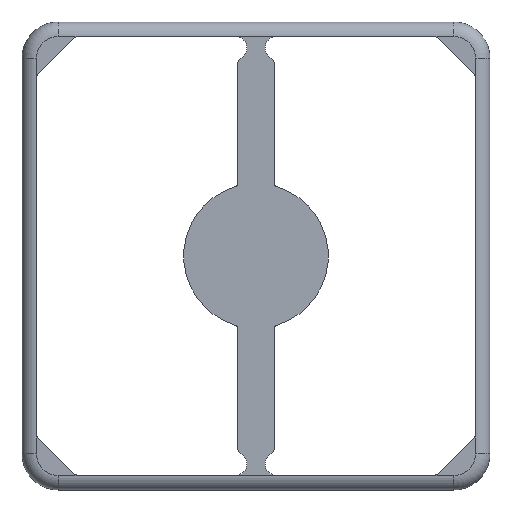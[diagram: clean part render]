
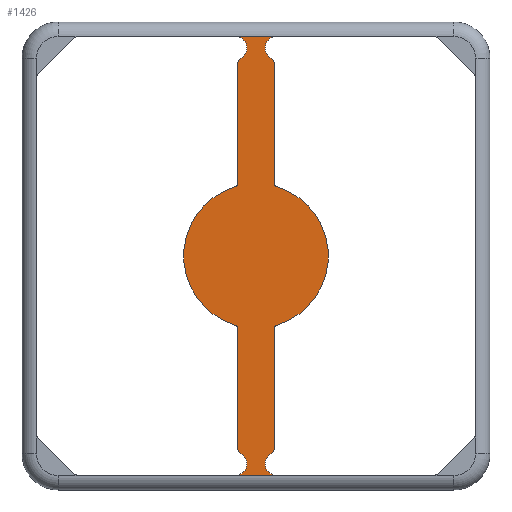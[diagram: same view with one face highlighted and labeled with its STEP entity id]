
A CAD part, top view. The second image highlights one B-rep face of the part: STEP entity #1426.
In plain terms, the highlighted face is planar.
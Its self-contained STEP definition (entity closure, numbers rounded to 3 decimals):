
#54=PLANE('',#1597);
#86=LINE('',#2216,#202);
#115=LINE('',#2312,#231);
#149=LINE('',#2418,#265);
#152=LINE('',#2424,#268);
#164=LINE('',#2455,#280);
#165=LINE('',#2466,#281);
#202=VECTOR('',#1738,1000.);
#231=VECTOR('',#1829,1000.);
#265=VECTOR('',#1941,1000.);
#268=VECTOR('',#1948,1000.);
#280=VECTOR('',#1986,1000.);
#281=VECTOR('',#2003,1000.);
#535=ORIENTED_EDGE('',*,*,#803,.F.);
#536=ORIENTED_EDGE('',*,*,#886,.F.);
#537=ORIENTED_EDGE('',*,*,#741,.F.);
#538=ORIENTED_EDGE('',*,*,#880,.T.);
#539=ORIENTED_EDGE('',*,*,#814,.F.);
#540=ORIENTED_EDGE('',*,*,#830,.F.);
#541=ORIENTED_EDGE('',*,*,#858,.F.);
#542=ORIENTED_EDGE('',*,*,#821,.F.);
#543=ORIENTED_EDGE('',*,*,#721,.F.);
#544=ORIENTED_EDGE('',*,*,#835,.F.);
#545=ORIENTED_EDGE('',*,*,#887,.F.);
#546=ORIENTED_EDGE('',*,*,#873,.F.);
#547=ORIENTED_EDGE('',*,*,#888,.F.);
#548=ORIENTED_EDGE('',*,*,#862,.T.);
#549=ORIENTED_EDGE('',*,*,#717,.F.);
#550=ORIENTED_EDGE('',*,*,#795,.F.);
#551=ORIENTED_EDGE('',*,*,#756,.F.);
#552=ORIENTED_EDGE('',*,*,#800,.F.);
#553=ORIENTED_EDGE('',*,*,#768,.F.);
#554=ORIENTED_EDGE('',*,*,#889,.F.);
#717=EDGE_CURVE('',#925,#926,#1052,.T.);
#721=EDGE_CURVE('',#929,#930,#1054,.T.);
#741=EDGE_CURVE('',#949,#950,#1064,.T.);
#756=EDGE_CURVE('',#963,#964,#86,.T.);
#768=EDGE_CURVE('',#974,#975,#1075,.T.);
#795=EDGE_CURVE('',#964,#925,#1086,.T.);
#800=EDGE_CURVE('',#975,#963,#1087,.T.);
#803=EDGE_CURVE('',#997,#999,#115,.T.);
#814=EDGE_CURVE('',#1007,#1008,#1092,.T.);
#821=EDGE_CURVE('',#930,#1012,#1093,.T.);
#830=EDGE_CURVE('',#1018,#1007,#1098,.T.);
#835=EDGE_CURVE('',#1020,#929,#1100,.T.);
#858=EDGE_CURVE('',#1012,#1018,#149,.T.);
#862=EDGE_CURVE('',#1033,#926,#152,.T.);
#873=EDGE_CURVE('',#1036,#1037,#1115,.T.);
#880=EDGE_CURVE('',#949,#1008,#164,.T.);
#886=EDGE_CURVE('',#950,#997,#1122,.T.);
#887=EDGE_CURVE('',#1037,#1020,#165,.T.);
#888=EDGE_CURVE('',#1033,#1036,#1123,.T.);
#889=EDGE_CURVE('',#999,#974,#1124,.T.);
#925=VERTEX_POINT('',#2130);
#926=VERTEX_POINT('',#2132);
#929=VERTEX_POINT('',#2139);
#930=VERTEX_POINT('',#2141);
#949=VERTEX_POINT('',#2181);
#950=VERTEX_POINT('',#2183);
#963=VERTEX_POINT('',#2217);
#964=VERTEX_POINT('',#2218);
#974=VERTEX_POINT('',#2243);
#975=VERTEX_POINT('',#2244);
#997=VERTEX_POINT('',#2310);
#999=VERTEX_POINT('',#2313);
#1007=VERTEX_POINT('',#2334);
#1008=VERTEX_POINT('',#2336);
#1012=VERTEX_POINT('',#2350);
#1018=VERTEX_POINT('',#2366);
#1020=VERTEX_POINT('',#2377);
#1033=VERTEX_POINT('',#2425);
#1036=VERTEX_POINT('',#2443);
#1037=VERTEX_POINT('',#2445);
#1052=CIRCLE('',#1478,0.65);
#1054=CIRCLE('',#1481,4.);
#1064=CIRCLE('',#1493,0.65);
#1075=CIRCLE('',#1513,4.);
#1086=CIRCLE('',#1531,0.25);
#1087=CIRCLE('',#1534,0.25);
#1092=CIRCLE('',#1543,0.65);
#1093=CIRCLE('',#1547,0.25);
#1098=CIRCLE('',#1554,0.25);
#1100=CIRCLE('',#1559,0.25);
#1115=CIRCLE('',#1587,0.25);
#1122=CIRCLE('',#1598,0.25);
#1123=CIRCLE('',#1599,0.65);
#1124=CIRCLE('',#1600,0.25);
#1205=EDGE_LOOP('',(#535,#536,#537,#538,#539,#540,#541,#542,#543,#544,#545,
#546,#547,#548,#549,#550,#551,#552,#553,#554));
#1301=FACE_BOUND('',#1205,.T.);
#1426=ADVANCED_FACE('',(#1301),#54,.F.);
#1478=AXIS2_PLACEMENT_3D('',#2131,#1662,#1663);
#1481=AXIS2_PLACEMENT_3D('',#2140,#1670,#1671);
#1493=AXIS2_PLACEMENT_3D('',#2182,#1704,#1705);
#1513=AXIS2_PLACEMENT_3D('',#2242,#1760,#1761);
#1531=AXIS2_PLACEMENT_3D('',#2297,#1812,#1813);
#1534=AXIS2_PLACEMENT_3D('',#2306,#1822,#1823);
#1543=AXIS2_PLACEMENT_3D('',#2335,#1849,#1850);
#1547=AXIS2_PLACEMENT_3D('',#2349,#1863,#1864);
#1554=AXIS2_PLACEMENT_3D('',#2367,#1881,#1882);
#1559=AXIS2_PLACEMENT_3D('',#2376,#1894,#1895);
#1587=AXIS2_PLACEMENT_3D('',#2444,#1973,#1974);
#1597=AXIS2_PLACEMENT_3D('',#2464,#1999,#2000);
#1598=AXIS2_PLACEMENT_3D('',#2465,#2001,#2002);
#1599=AXIS2_PLACEMENT_3D('',#2467,#2004,#2005);
#1600=AXIS2_PLACEMENT_3D('',#2468,#2006,#2007);
#1662=DIRECTION('',(0.,1.,0.));
#1663=DIRECTION('',(0.,0.,1.));
#1670=DIRECTION('',(0.,-1.,0.));
#1671=DIRECTION('',(0.,0.,1.));
#1704=DIRECTION('',(0.,1.,0.));
#1705=DIRECTION('',(0.,0.,1.));
#1738=DIRECTION('',(1.,0.,0.));
#1760=DIRECTION('',(0.,-1.,0.));
#1761=DIRECTION('',(0.,0.,1.));
#1812=DIRECTION('',(0.,-1.,0.));
#1813=DIRECTION('',(0.,0.,1.));
#1822=DIRECTION('',(0.,1.,0.));
#1823=DIRECTION('',(0.,0.,1.));
#1829=DIRECTION('',(1.,0.,0.));
#1849=DIRECTION('',(0.,1.,0.));
#1850=DIRECTION('',(0.,0.,1.));
#1863=DIRECTION('',(0.,1.,0.));
#1864=DIRECTION('',(0.,0.,1.));
#1881=DIRECTION('',(0.,-1.,0.));
#1882=DIRECTION('',(0.,0.,1.));
#1894=DIRECTION('',(0.,1.,0.));
#1895=DIRECTION('',(0.,0.,-1.));
#1941=DIRECTION('',(-1.,0.,0.));
#1948=DIRECTION('',(0.,0.,-1.));
#1973=DIRECTION('',(0.,-1.,0.));
#1974=DIRECTION('',(0.,0.,1.));
#1986=DIRECTION('',(0.,0.,1.));
#1999=DIRECTION('',(0.,-1.,0.));
#2000=DIRECTION('',(0.,0.,-1.));
#2001=DIRECTION('',(0.,-1.,0.));
#2002=DIRECTION('',(0.,0.,1.));
#2003=DIRECTION('',(-1.,0.,0.));
#2004=DIRECTION('',(0.,1.,0.));
#2005=DIRECTION('',(0.,0.,1.));
#2006=DIRECTION('',(0.,1.,0.));
#2007=DIRECTION('',(0.,0.,1.));
#2130=CARTESIAN_POINT('',(10.918,0.,-0.861));
#2131=CARTESIAN_POINT('',(11.5,0.,-1.15));
#2132=CARTESIAN_POINT('',(12.15,0.,-1.15));
#2139=CARTESIAN_POINT('',(3.823,0.,1.176));
#2140=CARTESIAN_POINT('',(0.,0.,0.));
#2141=CARTESIAN_POINT('',(-3.823,0.,1.176));
#2181=CARTESIAN_POINT('',(-12.15,0.,-1.15));
#2182=CARTESIAN_POINT('',(-11.5,0.,-1.15));
#2183=CARTESIAN_POINT('',(-10.918,0.,-0.861));
#2216=CARTESIAN_POINT('',(4.062,0.,-1.));
#2217=CARTESIAN_POINT('',(4.062,0.,-1.));
#2218=CARTESIAN_POINT('',(10.694,0.,-1.));
#2242=CARTESIAN_POINT('',(0.,0.,0.));
#2243=CARTESIAN_POINT('',(-3.823,0.,-1.176));
#2244=CARTESIAN_POINT('',(3.823,0.,-1.176));
#2297=CARTESIAN_POINT('',(10.694,0.,-0.75));
#2306=CARTESIAN_POINT('',(4.062,0.,-1.25));
#2310=CARTESIAN_POINT('',(-10.694,0.,-1.));
#2312=CARTESIAN_POINT('',(-11.45,0.,-1.));
#2313=CARTESIAN_POINT('',(-4.062,0.,-1.));
#2334=CARTESIAN_POINT('',(-10.918,0.,0.861));
#2335=CARTESIAN_POINT('',(-11.5,0.,1.15));
#2336=CARTESIAN_POINT('',(-12.15,0.,1.15));
#2349=CARTESIAN_POINT('',(-4.062,0.,1.25));
#2350=CARTESIAN_POINT('',(-4.062,0.,1.));
#2366=CARTESIAN_POINT('',(-10.694,0.,1.));
#2367=CARTESIAN_POINT('',(-10.694,0.,0.75));
#2376=CARTESIAN_POINT('',(4.062,0.,1.25));
#2377=CARTESIAN_POINT('',(4.062,0.,1.));
#2418=CARTESIAN_POINT('',(-11.45,0.,1.));
#2424=CARTESIAN_POINT('',(12.15,0.,10.95));
#2425=CARTESIAN_POINT('',(12.15,0.,1.15));
#2443=CARTESIAN_POINT('',(10.918,0.,0.861));
#2444=CARTESIAN_POINT('',(10.694,0.,0.75));
#2445=CARTESIAN_POINT('',(10.694,0.,1.));
#2455=CARTESIAN_POINT('',(-12.15,0.,-10.95));
#2464=CARTESIAN_POINT('',(10.95,0.,10.95));
#2465=CARTESIAN_POINT('',(-10.694,0.,-0.75));
#2466=CARTESIAN_POINT('',(4.062,0.,1.));
#2467=CARTESIAN_POINT('',(11.5,0.,1.15));
#2468=CARTESIAN_POINT('',(-4.062,0.,-1.25));
